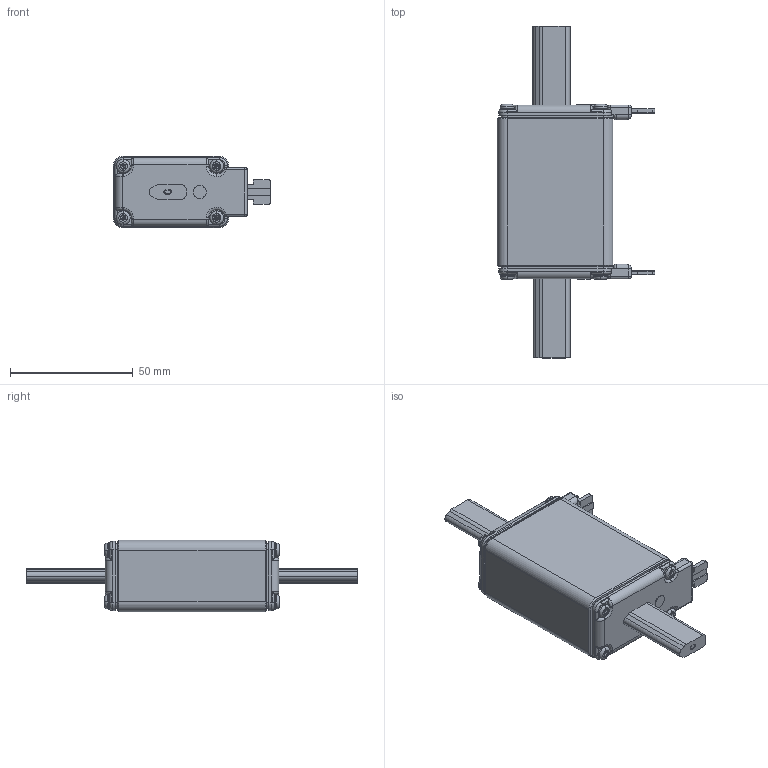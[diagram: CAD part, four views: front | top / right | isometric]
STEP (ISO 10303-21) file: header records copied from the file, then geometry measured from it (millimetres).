
FILE_DESCRIPTION (( 'STEP AP203' ), '1' );
FILE_NAME ('Assy -37.step', '2017-12-07T13:47:51', ( '' ), ( '' ), 'SwSTEP 2.0', 'SolidWorks 2013', '' );
FILE_SCHEMA (( 'CONFIG_CONTROL_DESIGN' ));
Length unit declared in the file: millimetre
Products named in the file (1): Assy -37
Bounding box: 64 x 134.99 x 29 mm (x, y, z)
Volume: 100639.8 mm3; surface area: 18569.2 mm2
Topology: 1 solids, 3 shells, 1006 faces, 2639 edges, 1531 vertices
Faces by surface type: cylinder 330, plane 250, bspline 179, cone 168, torus 69, sphere 10
Entity records: 36753 total; most frequent: CARTESIAN_POINT 13386, ORIENTED_EDGE 5070, DIRECTION 4542, EDGE_CURVE 2535, AXIS2_PLACEMENT_3D 1656, VERTEX_POINT 1531, VECTOR 1230, LINE 1230
